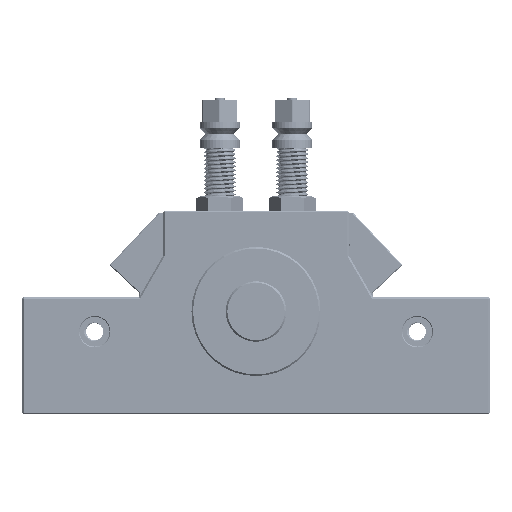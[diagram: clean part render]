
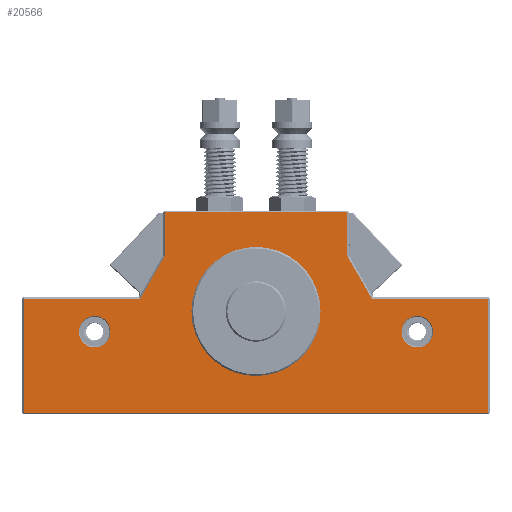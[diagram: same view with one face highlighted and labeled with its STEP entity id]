
A CAD part, front view. The second image highlights one B-rep face of the part: STEP entity #20566.
In plain terms, the highlighted planar face has unit normal (0, -1, 0).
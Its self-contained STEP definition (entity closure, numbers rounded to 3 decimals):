
#263=FACE_BOUND('',#2154,.T.);
#264=FACE_BOUND('',#2155,.T.);
#265=FACE_BOUND('',#2156,.T.);
#372=PLANE('',#21888);
#964=FACE_OUTER_BOUND('',#2153,.T.);
#2153=EDGE_LOOP('',(#14528,#14529,#14530,#14531,#14532,#14533,#14534,#14535,
#14536,#14537));
#2154=EDGE_LOOP('',(#14538));
#2155=EDGE_LOOP('',(#14539));
#2156=EDGE_LOOP('',(#14540));
#2981=CIRCLE('',#21889,3.9);
#2982=CIRCLE('',#21890,3.9);
#2983=CIRCLE('',#21891,5.5);
#5437=LINE('',#41080,#6597);
#5448=LINE('',#41101,#6608);
#5450=LINE('',#41106,#6610);
#5455=LINE('',#41115,#6615);
#5460=LINE('',#41124,#6620);
#5469=LINE('',#41139,#6629);
#5471=LINE('',#41142,#6631);
#5481=LINE('',#41158,#6641);
#5490=LINE('',#41175,#6650);
#5496=LINE('',#41184,#6656);
#6597=VECTOR('',#24174,10.);
#6608=VECTOR('',#24193,10.);
#6610=VECTOR('',#24197,10.);
#6615=VECTOR('',#24206,10.);
#6620=VECTOR('',#24215,10.);
#6629=VECTOR('',#24232,10.);
#6631=VECTOR('',#24236,10.);
#6641=VECTOR('',#24256,10.);
#6650=VECTOR('',#24271,10.);
#6656=VECTOR('',#24283,10.);
#8200=VERTEX_POINT('',#41016);
#8205=VERTEX_POINT('',#41032);
#8212=VERTEX_POINT('',#41047);
#8214=VERTEX_POINT('',#41056);
#8221=VERTEX_POINT('',#41071);
#8228=VERTEX_POINT('',#41096);
#8230=VERTEX_POINT('',#41105);
#8232=VERTEX_POINT('',#41114);
#8237=VERTEX_POINT('',#41157);
#8242=VERTEX_POINT('',#41174);
#8256=VERTEX_POINT('',#41239);
#8257=VERTEX_POINT('',#41241);
#8258=VERTEX_POINT('',#41243);
#10716=EDGE_CURVE('',#8214,#8221,#5437,.T.);
#10727=EDGE_CURVE('',#8221,#8228,#5448,.T.);
#10729=EDGE_CURVE('',#8228,#8230,#5450,.T.);
#10734=EDGE_CURVE('',#8230,#8232,#5455,.T.);
#10739=EDGE_CURVE('',#8232,#8212,#5460,.T.);
#10748=EDGE_CURVE('',#8205,#8214,#5469,.T.);
#10750=EDGE_CURVE('',#8212,#8200,#5471,.T.);
#10760=EDGE_CURVE('',#8237,#8205,#5481,.T.);
#10769=EDGE_CURVE('',#8200,#8242,#5490,.T.);
#10775=EDGE_CURVE('',#8242,#8237,#5496,.T.);
#10803=EDGE_CURVE('',#8256,#8256,#2981,.T.);
#10804=EDGE_CURVE('',#8257,#8257,#2982,.T.);
#10805=EDGE_CURVE('',#8258,#8258,#2983,.T.);
#14528=ORIENTED_EDGE('',*,*,#10716,.F.);
#14529=ORIENTED_EDGE('',*,*,#10748,.F.);
#14530=ORIENTED_EDGE('',*,*,#10760,.F.);
#14531=ORIENTED_EDGE('',*,*,#10775,.F.);
#14532=ORIENTED_EDGE('',*,*,#10769,.F.);
#14533=ORIENTED_EDGE('',*,*,#10750,.F.);
#14534=ORIENTED_EDGE('',*,*,#10739,.F.);
#14535=ORIENTED_EDGE('',*,*,#10734,.F.);
#14536=ORIENTED_EDGE('',*,*,#10729,.F.);
#14537=ORIENTED_EDGE('',*,*,#10727,.F.);
#14538=ORIENTED_EDGE('',*,*,#10803,.F.);
#14539=ORIENTED_EDGE('',*,*,#10804,.F.);
#14540=ORIENTED_EDGE('',*,*,#10805,.T.);
#20566=ADVANCED_FACE('',(#964,#263,#264,#265),#372,.T.);
#21888=AXIS2_PLACEMENT_3D('',#41238,#24348,#24349);
#21889=AXIS2_PLACEMENT_3D('',#41240,#24350,#24351);
#21890=AXIS2_PLACEMENT_3D('',#41242,#24352,#24353);
#21891=AXIS2_PLACEMENT_3D('',#41244,#24354,#24355);
#24174=DIRECTION('',(-1.,0.,0.));
#24193=DIRECTION('',(0.,0.,1.));
#24197=DIRECTION('',(1.,0.,0.));
#24206=DIRECTION('',(0.5,0.,0.866));
#24215=DIRECTION('',(0.,0.,1.));
#24232=DIRECTION('',(0.,0.,-1.));
#24236=DIRECTION('',(1.,0.,0.));
#24256=DIRECTION('',(1.,0.,0.));
#24271=DIRECTION('',(0.,0.,-1.));
#24283=DIRECTION('',(0.5,0.,-0.866));
#24348=DIRECTION('center_axis',(0.,-1.,0.));
#24349=DIRECTION('ref_axis',(1.,0.,0.));
#24350=DIRECTION('center_axis',(0.,-1.,0.));
#24351=DIRECTION('ref_axis',(0.,0.,1.));
#24352=DIRECTION('center_axis',(0.,-1.,0.));
#24353=DIRECTION('ref_axis',(0.,0.,1.));
#24354=DIRECTION('center_axis',(0.,1.,0.));
#24355=DIRECTION('ref_axis',(-1.,0.,0.));
#41016=CARTESIAN_POINT('',(80.6,0.,50.1));
#41032=CARTESIAN_POINT('',(115.6,0.,28.6));
#41047=CARTESIAN_POINT('',(35.4,0.,50.1));
#41056=CARTESIAN_POINT('',(115.6,0.,0.4));
#41071=CARTESIAN_POINT('',(0.4,0.,0.4));
#41080=CARTESIAN_POINT('',(29.,0.,0.4));
#41096=CARTESIAN_POINT('',(0.4,0.,28.6));
#41101=CARTESIAN_POINT('',(0.4,0.,0.));
#41105=CARTESIAN_POINT('',(29.231,0.,28.6));
#41106=CARTESIAN_POINT('',(29.,0.,28.6));
#41114=CARTESIAN_POINT('',(35.4,0.,39.285));
#41115=CARTESIAN_POINT('',(22.443,0.,16.842));
#41124=CARTESIAN_POINT('',(35.4,0.,25.25));
#41139=CARTESIAN_POINT('',(115.6,0.,0.));
#41142=CARTESIAN_POINT('',(40.5,0.,50.1));
#41157=CARTESIAN_POINT('',(86.769,0.,28.6));
#41158=CARTESIAN_POINT('',(29.,0.,28.6));
#41174=CARTESIAN_POINT('',(80.6,0.,39.285));
#41175=CARTESIAN_POINT('',(80.6,0.,19.696));
#41184=CARTESIAN_POINT('',(82.057,0.,36.761));
#41238=CARTESIAN_POINT('Origin',(0.,0.,0.));
#41239=CARTESIAN_POINT('',(18.,0.,16.6));
#41240=CARTESIAN_POINT('Origin',(18.,0.,20.5));
#41241=CARTESIAN_POINT('',(98.,0.,16.6));
#41242=CARTESIAN_POINT('Origin',(98.,0.,20.5));
#41243=CARTESIAN_POINT('',(63.5,0.,25.5));
#41244=CARTESIAN_POINT('Origin',(58.,0.,25.5));
